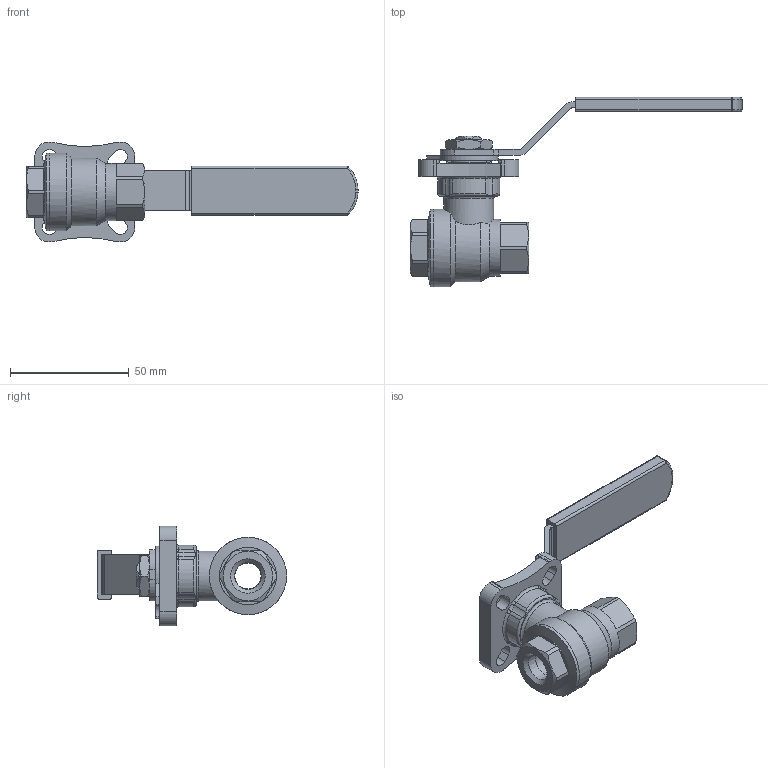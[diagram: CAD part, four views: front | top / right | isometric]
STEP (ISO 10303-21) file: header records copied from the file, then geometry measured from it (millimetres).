
FILE_DESCRIPTION(('STEP AP214'),'1');
FILE_NAME(' 1-4.stp','2023-12-06T03:23:31',(' '),(' '),'Spatial InterOp 3D',' ',' ');
FILE_SCHEMA(('AUTOMOTIVE_DESIGN { 1 0 10303 214 1 1 1 1 }'));
Length unit declared in the file: millimetre
Products named in the file (18): 2PC_____1-4; 阀体; 阀盖; 球; 阀杆; 小片; 填料; 压环; 阀座; 大片; 碟形弹簧; 非标螺母; 防松垫片; 定位片; 手柄; 手柄套
Assembly tree (17 placements, depth 2):
  2PC_____1-4
    阀体
    阀盖
    球
    阀杆
    小片
    填料
    压环
    阀座
    大片
    碟形弹簧
    非标螺母
    防松垫片
    定位片
    手柄
    非标螺母
    碟形弹簧
    手柄套
Bounding box: 139.5 x 79.5 x 42 mm (x, y, z)
Volume: 49050.9 mm3; surface area: 40350.9 mm2
Topology: 19 solids, 19 shells, 403 faces, 951 edges, 592 vertices
Faces by surface type: plane 170, cylinder 128, cone 60, torus 35, sphere 10
Full cylindrical faces by diameter (mm): 8.713 x1, 9.74 x2, 11 x2, 11.3 x1, 12.7 x1, 12.8 x2, 14 x4, 14.2 x1, 14.3 x1, 16 x2, 16.5 x1, 17 x1, 17.2 x1, 17.3 x1, 17.5 x2, 19.5 x2, 21 x1, 23 x5, 24 x2, 25.5 x1, 26.5 x1, 27 x2, 27.5 x1, 30 x2, 32.5 x2
Entity records: 14925 total; most frequent: CARTESIAN_POINT 2416, DIRECTION 1956, ORIENTED_EDGE 1676, EDGE_CURVE 838, AXIS2_PLACEMENT_3D 792, VERTEX_POINT 576, EDGE_LOOP 548, FACE_OUTER_BOUND 460
